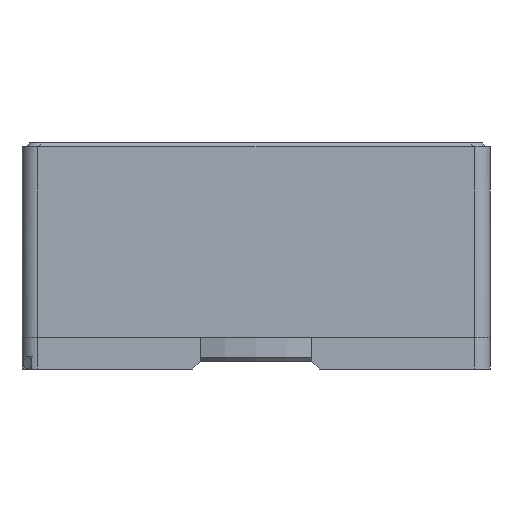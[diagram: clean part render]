
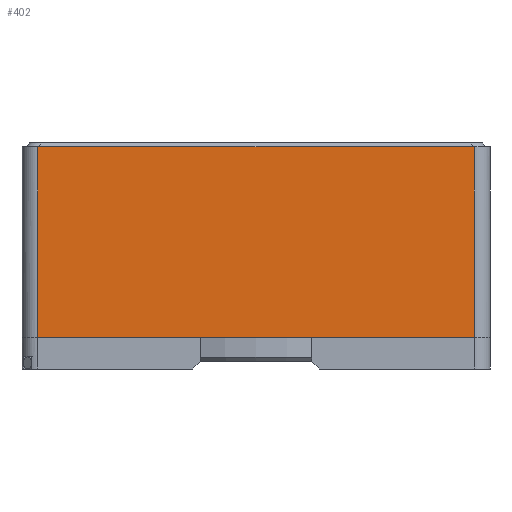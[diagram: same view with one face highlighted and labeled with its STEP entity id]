
A CAD part, front view. The second image highlights one B-rep face of the part: STEP entity #402.
In plain terms, the highlighted planar face has unit normal (0, -1, 0).
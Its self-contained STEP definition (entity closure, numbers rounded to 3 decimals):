
#402 = ADVANCED_FACE( '', ( #917 ), #918, .T. );
#917 = FACE_OUTER_BOUND( '', #1776, .T. );
#918 = PLANE( '', #1777 );
#1776 = EDGE_LOOP( '', ( #4594, #4595, #4596, #4597 ) );
#1777 = AXIS2_PLACEMENT_3D( '', #4598, #4599, #4600 );
#4594 = ORIENTED_EDGE( '', *, *, #6478, .T. );
#4595 = ORIENTED_EDGE( '', *, *, #6479, .T. );
#4596 = ORIENTED_EDGE( '', *, *, #6331, .T. );
#4597 = ORIENTED_EDGE( '', *, *, #6480, .F. );
#4598 = CARTESIAN_POINT( '', ( 2.95, -2.95, 1.425 ) );
#4599 = DIRECTION( '', ( 0., -1., 0. ) );
#4600 = DIRECTION( '', ( 0., 0., -1. ) );
#6331 = EDGE_CURVE( '', #7067, #7068, #7069, .F. );
#6478 = EDGE_CURVE( '', #7319, #7320, #7321, .T. );
#6479 = EDGE_CURVE( '', #7320, #7067, #7322, .T. );
#6480 = EDGE_CURVE( '', #7319, #7068, #7323, .T. );
#7067 = VERTEX_POINT( '', #8193 );
#7068 = VERTEX_POINT( '', #8194 );
#7069 = LINE( '', #8195, #8196 );
#7319 = VERTEX_POINT( '', #8759 );
#7320 = VERTEX_POINT( '', #8760 );
#7321 = LINE( '', #8761, #8762 );
#7322 = LINE( '', #8763, #8764 );
#7323 = LINE( '', #8765, #8766 );
#8193 = CARTESIAN_POINT( '', ( 2.75, -2.95, -1.024 ) );
#8194 = CARTESIAN_POINT( '', ( 2.75, -2.95, 1.375 ) );
#8195 = CARTESIAN_POINT( '', ( 2.75, -2.95, 1.425 ) );
#8196 = VECTOR( '', #10224, 1000. );
#8759 = CARTESIAN_POINT( '', ( -2.75, -2.95, 1.375 ) );
#8760 = CARTESIAN_POINT( '', ( -2.75, -2.95, -1.024 ) );
#8761 = CARTESIAN_POINT( '', ( -2.75, -2.95, 1.425 ) );
#8762 = VECTOR( '', #10367, 1000. );
#8763 = CARTESIAN_POINT( '', ( 2.95, -2.95, -1.024 ) );
#8764 = VECTOR( '', #10368, 1000. );
#8765 = CARTESIAN_POINT( '', ( -2.95, -2.95, 1.375 ) );
#8766 = VECTOR( '', #10369, 1000. );
#10224 = DIRECTION( '', ( 0., 0., -1. ) );
#10367 = DIRECTION( '', ( 0., 0., -1. ) );
#10368 = DIRECTION( '', ( 1., 0., 0. ) );
#10369 = DIRECTION( '', ( 1., 0., 0. ) );
